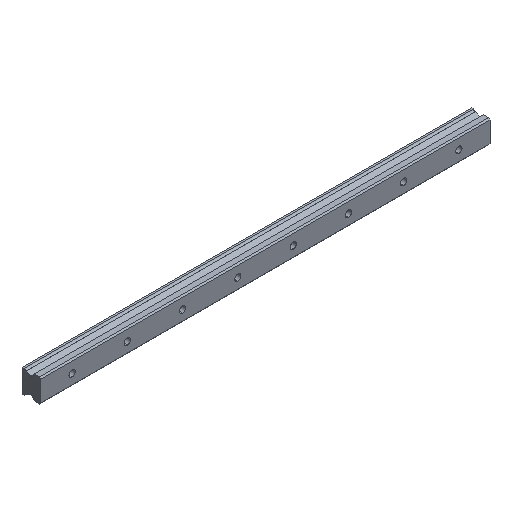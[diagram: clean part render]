
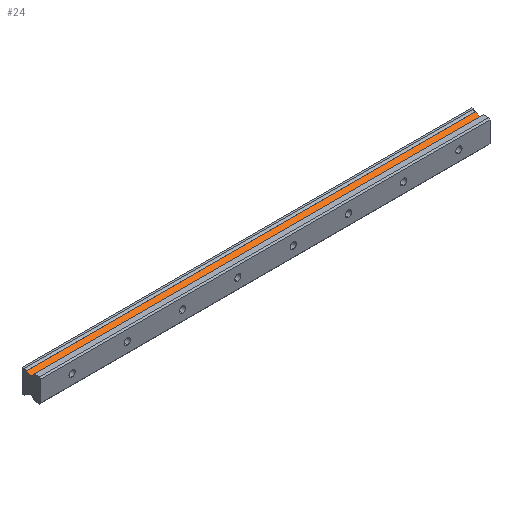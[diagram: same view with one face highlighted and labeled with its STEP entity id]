
A CAD part, isometric view. The second image highlights one B-rep face of the part: STEP entity #24.
In plain terms, the highlighted planar face has unit normal (0, -0.499, 0.867).
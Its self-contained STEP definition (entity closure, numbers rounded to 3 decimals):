
#24 = ADVANCED_FACE ( 'NONE', ( #739 ), #2048, .F. ) ;
#148 = LINE ( 'NONE', #1485, #1898 ) ;
#176 = VERTEX_POINT ( 'NONE', #1953 ) ;
#204 = ORIENTED_EDGE ( 'NONE', *, *, #1550, .F. ) ;
#237 = CARTESIAN_POINT ( 'NONE',  ( 605., 21.02, 15.006 ) ) ;
#251 = LINE ( 'NONE', #1580, #1039 ) ;
#377 = CARTESIAN_POINT ( 'NONE',  ( 605., 21.02, 15.006 ) ) ;
#389 = DIRECTION ( 'NONE',  ( 1., 0., 0. ) ) ;
#490 = VERTEX_POINT ( 'NONE', #1777 ) ;
#506 = VECTOR ( 'NONE', #1047, 1000. ) ;
#531 = LINE ( 'NONE', #377, #506 ) ;
#739 = FACE_OUTER_BOUND ( 'NONE', #1787, .T. ) ;
#851 = EDGE_CURVE ( 'NONE', #490, #1171, #1882, .T. ) ;
#1039 = VECTOR ( 'NONE', #2084, 1000. ) ;
#1047 = DIRECTION ( 'NONE',  ( 0., -0.867, -0.499 ) ) ;
#1156 = DIRECTION ( 'NONE',  ( -1., 0., 0. ) ) ;
#1166 = EDGE_CURVE ( 'NONE', #176, #1913, #148, .T. ) ;
#1171 = VERTEX_POINT ( 'NONE', #1813 ) ;
#1293 = AXIS2_PLACEMENT_3D ( 'NONE', #237, #1908, #2035 ) ;
#1485 = CARTESIAN_POINT ( 'NONE',  ( 605., 14.475, 11.24 ) ) ;
#1507 = ORIENTED_EDGE ( 'NONE', *, *, #1166, .F. ) ;
#1542 = CARTESIAN_POINT ( 'NONE',  ( 605., 21.02, 15.006 ) ) ;
#1550 = EDGE_CURVE ( 'NONE', #1171, #176, #531, .T. ) ;
#1580 = CARTESIAN_POINT ( 'NONE',  ( -45., 21.02, 15.006 ) ) ;
#1753 = ORIENTED_EDGE ( 'NONE', *, *, #851, .F. ) ;
#1777 = CARTESIAN_POINT ( 'NONE',  ( -45., 21.02, 15.006 ) ) ;
#1787 = EDGE_LOOP ( 'NONE', ( #1507, #204, #1753, #2027 ) ) ;
#1812 = EDGE_CURVE ( 'NONE', #490, #1913, #251, .T. ) ;
#1813 = CARTESIAN_POINT ( 'NONE',  ( 605., 21.02, 15.006 ) ) ;
#1882 = LINE ( 'NONE', #1542, #2146 ) ;
#1898 = VECTOR ( 'NONE', #1156, 1000. ) ;
#1908 = DIRECTION ( 'NONE',  ( 0., 0.499, -0.867 ) ) ;
#1913 = VERTEX_POINT ( 'NONE', #2136 ) ;
#1953 = CARTESIAN_POINT ( 'NONE',  ( 605., 14.475, 11.24 ) ) ;
#2027 = ORIENTED_EDGE ( 'NONE', *, *, #1812, .T. ) ;
#2035 = DIRECTION ( 'NONE',  ( 0., 0.867, 0.499 ) ) ;
#2048 = PLANE ( 'NONE',  #1293 ) ;
#2084 = DIRECTION ( 'NONE',  ( 0., -0.867, -0.499 ) ) ;
#2136 = CARTESIAN_POINT ( 'NONE',  ( -45., 14.475, 11.24 ) ) ;
#2146 = VECTOR ( 'NONE', #389, 1000. ) ;
